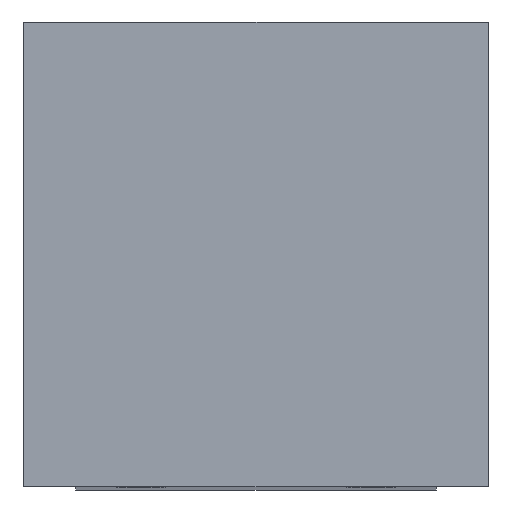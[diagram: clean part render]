
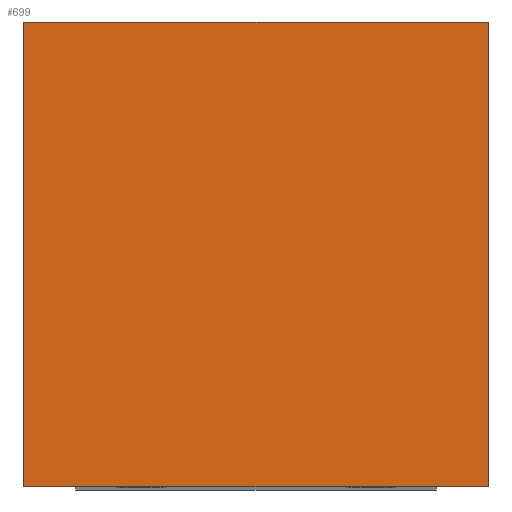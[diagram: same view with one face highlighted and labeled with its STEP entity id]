
A CAD part, top view. The second image highlights one B-rep face of the part: STEP entity #699.
In plain terms, the highlighted planar face has unit normal (0, 0, 1).
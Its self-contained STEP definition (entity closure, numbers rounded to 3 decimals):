
#11 = VERTEX_POINT ( 'NONE', #861 ) ;
#40 = FACE_OUTER_BOUND ( 'NONE', #254, .T. ) ;
#122 = ORIENTED_EDGE ( 'NONE', *, *, #441, .T. ) ;
#126 = LINE ( 'NONE', #742, #468 ) ;
#145 = CARTESIAN_POINT ( 'NONE',  ( -12.6, 41.804, 209.2 ) ) ;
#165 = VERTEX_POINT ( 'NONE', #881 ) ;
#175 = ORIENTED_EDGE ( 'NONE', *, *, #1083, .T. ) ;
#187 = VECTOR ( 'NONE', #348, 1000. ) ;
#216 = CARTESIAN_POINT ( 'NONE',  ( 24.8, 0., 209.2 ) ) ;
#246 = CARTESIAN_POINT ( 'NONE',  ( -12.6, 41.804, 209.2 ) ) ;
#254 = EDGE_LOOP ( 'NONE', ( #870, #617, #175, #122 ) ) ;
#259 = LINE ( 'NONE', #145, #283 ) ;
#283 = VECTOR ( 'NONE', #687, 1000. ) ;
#310 = EDGE_CURVE ( 'NONE', #344, #11, #1116, .T. ) ;
#344 = VERTEX_POINT ( 'NONE', #1023 ) ;
#348 = DIRECTION ( 'NONE',  ( 0., -1., 0. ) ) ;
#384 = CARTESIAN_POINT ( 'NONE',  ( -7., -8.196, 209.2 ) ) ;
#411 = LINE ( 'NONE', #246, #187 ) ;
#441 = EDGE_CURVE ( 'NONE', #552, #165, #259, .T. ) ;
#465 = EDGE_CURVE ( 'NONE', #165, #344, #411, .T. ) ;
#468 = VECTOR ( 'NONE', #569, 1000. ) ;
#538 = CARTESIAN_POINT ( 'NONE',  ( 37.4, 41.804, 209.2 ) ) ;
#552 = VERTEX_POINT ( 'NONE', #538 ) ;
#569 = DIRECTION ( 'NONE',  ( 0., 1., 0. ) ) ;
#570 = DIRECTION ( 'NONE',  ( 0., 0., 1. ) ) ;
#617 = ORIENTED_EDGE ( 'NONE', *, *, #310, .T. ) ;
#625 = AXIS2_PLACEMENT_3D ( 'NONE', #216, #570, #1097 ) ;
#654 = VECTOR ( 'NONE', #1104, 1000. ) ;
#687 = DIRECTION ( 'NONE',  ( -1., 0., 0. ) ) ;
#699 = ADVANCED_FACE ( 'NONE', ( #40 ), #749, .T. ) ;
#742 = CARTESIAN_POINT ( 'NONE',  ( 37.4, 41.804, 209.2 ) ) ;
#749 = PLANE ( 'NONE',  #625 ) ;
#861 = CARTESIAN_POINT ( 'NONE',  ( 37.4, -8.196, 209.2 ) ) ;
#870 = ORIENTED_EDGE ( 'NONE', *, *, #465, .T. ) ;
#881 = CARTESIAN_POINT ( 'NONE',  ( -12.6, 41.804, 209.2 ) ) ;
#1023 = CARTESIAN_POINT ( 'NONE',  ( -12.6, -8.196, 209.2 ) ) ;
#1083 = EDGE_CURVE ( 'NONE', #11, #552, #126, .T. ) ;
#1097 = DIRECTION ( 'NONE',  ( 1., 0., 0. ) ) ;
#1104 = DIRECTION ( 'NONE',  ( 1., 0., 0. ) ) ;
#1116 = LINE ( 'NONE', #384, #654 ) ;
